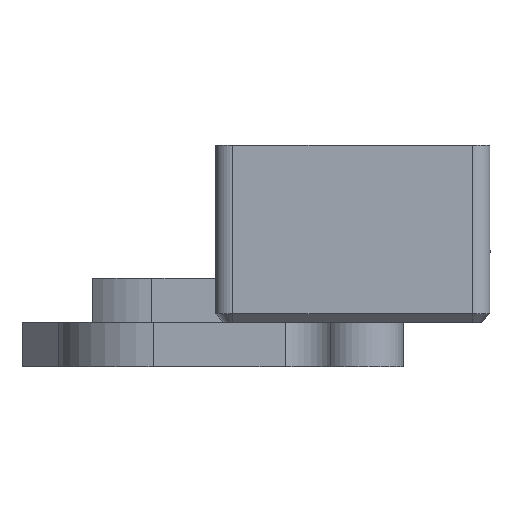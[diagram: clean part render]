
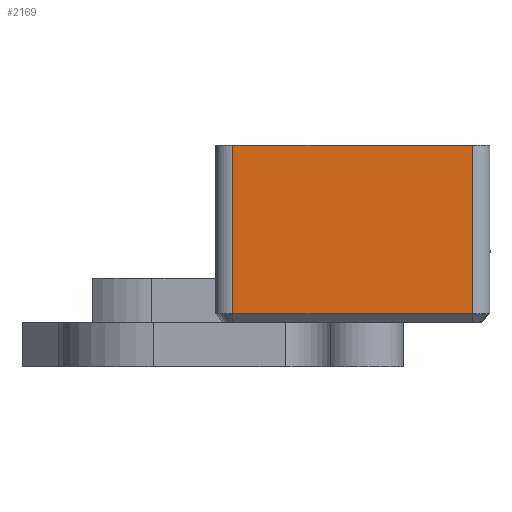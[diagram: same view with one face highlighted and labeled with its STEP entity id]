
A CAD part, left-side view. The second image highlights one B-rep face of the part: STEP entity #2169.
In plain terms, the highlighted planar face has unit normal (-1, 0, 0).
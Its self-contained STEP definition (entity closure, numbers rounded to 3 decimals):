
#135=PLANE('',#2324);
#207=FACE_OUTER_BOUND('',#330,.T.);
#330=EDGE_LOOP('',(#1630,#1631,#1632,#1633));
#577=LINE('',#3184,#786);
#603=LINE('',#3265,#812);
#610=LINE('',#3283,#819);
#617=LINE('',#3297,#826);
#786=VECTOR('',#2521,10.);
#812=VECTOR('',#2595,10.);
#819=VECTOR('',#2610,10.);
#826=VECTOR('',#2625,10.);
#994=VERTEX_POINT('',#3176);
#996=VERTEX_POINT('',#3182);
#1027=VERTEX_POINT('',#3264);
#1034=VERTEX_POINT('',#3282);
#1203=EDGE_CURVE('',#996,#994,#577,.T.);
#1243=EDGE_CURVE('',#994,#1027,#603,.T.);
#1252=EDGE_CURVE('',#1034,#1027,#610,.T.);
#1260=EDGE_CURVE('',#1034,#996,#617,.T.);
#1630=ORIENTED_EDGE('',*,*,#1203,.F.);
#1631=ORIENTED_EDGE('',*,*,#1260,.F.);
#1632=ORIENTED_EDGE('',*,*,#1252,.T.);
#1633=ORIENTED_EDGE('',*,*,#1243,.F.);
#2169=ADVANCED_FACE('',(#207),#135,.T.);
#2324=AXIS2_PLACEMENT_3D('',#3324,#2653,#2654);
#2521=DIRECTION('',(0.,1.,0.));
#2595=DIRECTION('',(0.,0.,1.));
#2610=DIRECTION('',(0.,1.,0.));
#2625=DIRECTION('',(0.,0.,-1.));
#2653=DIRECTION('center_axis',(-1.,0.,0.));
#2654=DIRECTION('ref_axis',(0.,0.,1.));
#3176=CARTESIAN_POINT('',(-2.018,-6.924,1.));
#3182=CARTESIAN_POINT('',(-2.018,-33.924,1.));
#3184=CARTESIAN_POINT('',(-2.018,-11.174,1.));
#3264=CARTESIAN_POINT('',(-2.018,-6.924,20.));
#3265=CARTESIAN_POINT('',(-2.018,-6.924,8.75));
#3282=CARTESIAN_POINT('',(-2.018,-33.924,20.));
#3283=CARTESIAN_POINT('',(-2.018,-22.424,20.));
#3297=CARTESIAN_POINT('',(-2.018,-33.924,8.75));
#3324=CARTESIAN_POINT('Origin',(-2.018,-22.424,12.5));
